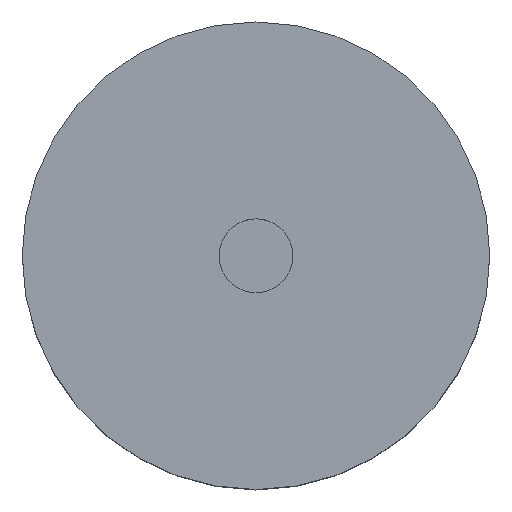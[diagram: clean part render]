
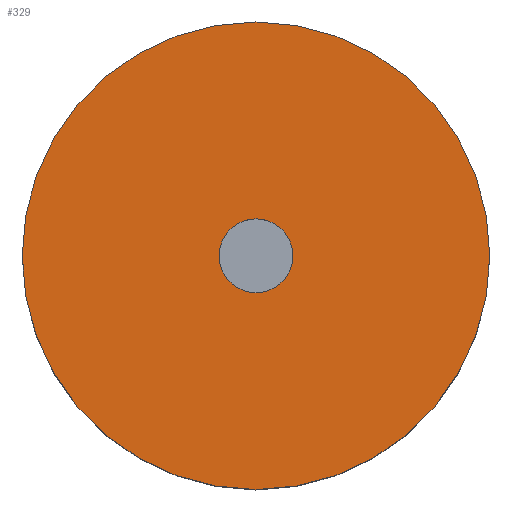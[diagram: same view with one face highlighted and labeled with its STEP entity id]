
A CAD part, top view. The second image highlights one B-rep face of the part: STEP entity #329.
In plain terms, the highlighted planar face has unit normal (0, 0, 1).
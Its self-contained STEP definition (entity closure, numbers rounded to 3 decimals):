
#3 = VERTEX_POINT ( 'NONE', #226 ) ;
#11 = EDGE_LOOP ( 'NONE', ( #343, #263 ) ) ;
#12 = PLANE ( 'NONE',  #89 ) ;
#17 = AXIS2_PLACEMENT_3D ( 'NONE', #243, #123, #174 ) ;
#29 = DIRECTION ( 'NONE',  ( 1., 0., 0. ) ) ;
#51 = EDGE_CURVE ( 'NONE', #421, #3, #206, .T. ) ;
#57 = FACE_BOUND ( 'NONE', #11, .T. ) ;
#88 = AXIS2_PLACEMENT_3D ( 'NONE', #316, #119, #357 ) ;
#89 = AXIS2_PLACEMENT_3D ( 'NONE', #177, #340, #29 ) ;
#119 = DIRECTION ( 'NONE',  ( 0., 0., -1. ) ) ;
#123 = DIRECTION ( 'NONE',  ( 0., 0., -1. ) ) ;
#133 = CIRCLE ( 'NONE', #310, 4.75 ) ;
#159 = DIRECTION ( 'NONE',  ( 0., 0., -1. ) ) ;
#174 = DIRECTION ( 'NONE',  ( -1., 0., 0. ) ) ;
#177 = CARTESIAN_POINT ( 'NONE',  ( 0., 0., 5. ) ) ;
#195 = CARTESIAN_POINT ( 'NONE',  ( 4.75, 0., 5. ) ) ;
#200 = CARTESIAN_POINT ( 'NONE',  ( -0.75, 0., 5. ) ) ;
#206 = CIRCLE ( 'NONE', #88, 4.75 ) ;
#226 = CARTESIAN_POINT ( 'NONE',  ( -4.75, 0., 5. ) ) ;
#228 = EDGE_LOOP ( 'NONE', ( #339, #507 ) ) ;
#238 = CARTESIAN_POINT ( 'NONE',  ( 0., 0., 5. ) ) ;
#243 = CARTESIAN_POINT ( 'NONE',  ( 0., 0., 5. ) ) ;
#263 = ORIENTED_EDGE ( 'NONE', *, *, #445, .T. ) ;
#277 = CIRCLE ( 'NONE', #486, 0.75 ) ;
#310 = AXIS2_PLACEMENT_3D ( 'NONE', #528, #159, #324 ) ;
#316 = CARTESIAN_POINT ( 'NONE',  ( 0., 0., 5. ) ) ;
#324 = DIRECTION ( 'NONE',  ( 1., 0., 0. ) ) ;
#329 = ADVANCED_FACE ( 'NONE', ( #57, #382 ), #12, .T. ) ;
#332 = VERTEX_POINT ( 'NONE', #200 ) ;
#339 = ORIENTED_EDGE ( 'NONE', *, *, #51, .F. ) ;
#340 = DIRECTION ( 'NONE',  ( 0., 0., 1. ) ) ;
#343 = ORIENTED_EDGE ( 'NONE', *, *, #419, .T. ) ;
#357 = DIRECTION ( 'NONE',  ( 1., 0., 0. ) ) ;
#370 = CARTESIAN_POINT ( 'NONE',  ( 0.75, 0., 5. ) ) ;
#382 = FACE_OUTER_BOUND ( 'NONE', #228, .T. ) ;
#403 = DIRECTION ( 'NONE',  ( -1., 0., 0. ) ) ;
#405 = DIRECTION ( 'NONE',  ( 0., 0., -1. ) ) ;
#419 = EDGE_CURVE ( 'NONE', #332, #457, #277, .T. ) ;
#421 = VERTEX_POINT ( 'NONE', #195 ) ;
#435 = EDGE_CURVE ( 'NONE', #3, #421, #133, .T. ) ;
#445 = EDGE_CURVE ( 'NONE', #457, #332, #468, .T. ) ;
#457 = VERTEX_POINT ( 'NONE', #370 ) ;
#468 = CIRCLE ( 'NONE', #17, 0.75 ) ;
#486 = AXIS2_PLACEMENT_3D ( 'NONE', #238, #405, #403 ) ;
#507 = ORIENTED_EDGE ( 'NONE', *, *, #435, .F. ) ;
#528 = CARTESIAN_POINT ( 'NONE',  ( 0., 0., 5. ) ) ;
